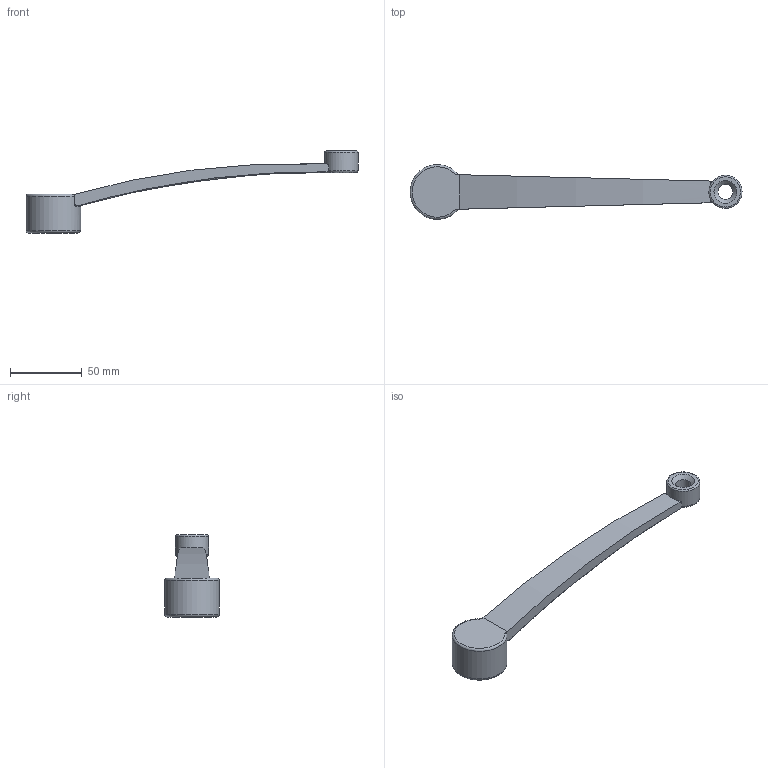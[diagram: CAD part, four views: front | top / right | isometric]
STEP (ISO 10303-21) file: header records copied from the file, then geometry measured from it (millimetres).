
FILE_DESCRIPTION(/* description */ (''),/* implementation_level */ '2;1');
FILE_NAME(/* name */ 'CHS_200_N.dxf',/* time_stamp */ '2012-11-23T15:21:45+08:00',/* author */ (''),/* organization */ (''),/* preprocessor_version */ 'ST-DEVELOPER v9',/* originating_system */ 'UGS - NX 4.0',/* authorisation */ '');
FILE_SCHEMA (('CONFIG_CONTROL_DESIGN'));
Length unit declared in the file: millimetre
Products named in the file (1): Admi0F76xj3u
Bounding box: 230.59 x 38 x 57 mm (x, y, z)
Volume: 61573.4 mm3; surface area: 16551.5 mm2
Topology: 1 solids, 1 shells, 41 faces, 106 edges, 65 vertices
Faces by surface type: cylinder 13, plane 10, bspline 10, torus 6, cone 2
Full cylindrical faces by diameter (mm): 10.4 x1, 23 x1, 38 x1
Entity records: 1581 total; most frequent: CARTESIAN_POINT 618, ORIENTED_EDGE 190, DIRECTION 162, EDGE_CURVE 95, AXIS2_PLACEMENT_3D 66, VERTEX_POINT 63, EDGE_LOOP 50, ADVANCED_FACE 41
